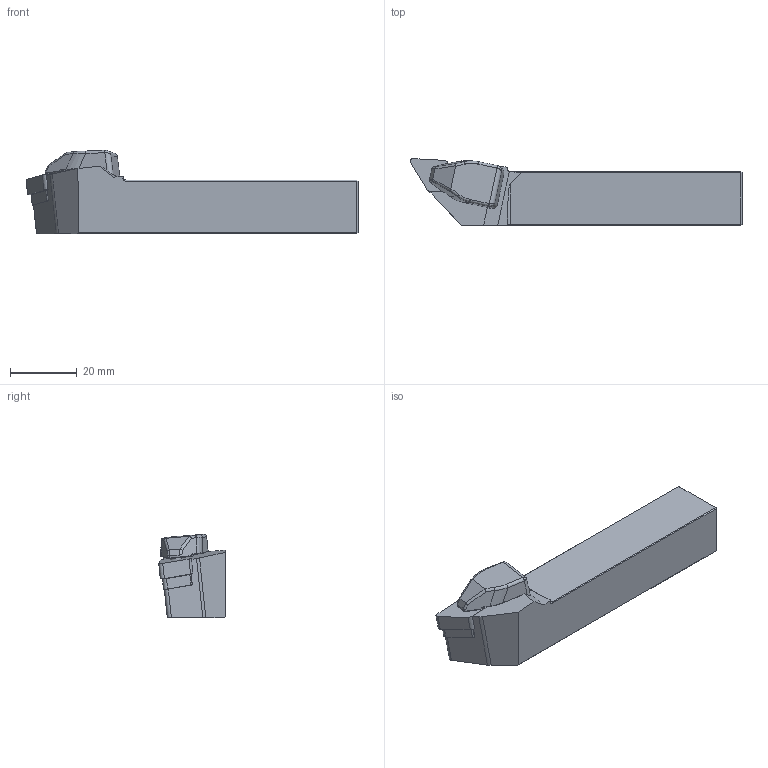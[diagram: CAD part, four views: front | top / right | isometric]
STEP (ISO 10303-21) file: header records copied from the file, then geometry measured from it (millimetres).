
FILE_DESCRIPTION(/* description */ (''),/* implementation_level */ '2;1');
FILE_NAME(/* name */ 'TDJNL-1616-H11.stp',/* time_stamp */ '2023-10-17T11:12:39+03:00',/* author */ (''),/* organization */ (''),/* preprocessor_version */ 'ST-DEVELOPER v19.4',/* originating_system */ 'SIEMENS PLM Software NX2306.3001',/* authorisation */ '');
FILE_SCHEMA (('AUTOMOTIVE_DESIGN { 1 0 10303 214 3 1 1 1 }'));
Length unit declared in the file: millimetre
Products named in the file (1): TDJNR-1616-H11
Bounding box: 99.32 x 19.92 x 24.94 mm (x, y, z)
Volume: 25942.3 mm3; surface area: 7637.5 mm2
Topology: 2 solids, 2 shells, 116 faces, 292 edges, 177 vertices
Faces by surface type: plane 56, cylinder 41, bspline 13, cone 2, sphere 2, torus 2
Full cylindrical faces by diameter (mm): 3.4 x1
Entity records: 3830 total; most frequent: CARTESIAN_POINT 969, DIRECTION 592, ORIENTED_EDGE 572, EDGE_CURVE 286, AXIS2_PLACEMENT_3D 209, VERTEX_POINT 177, LINE 174, VECTOR 174
